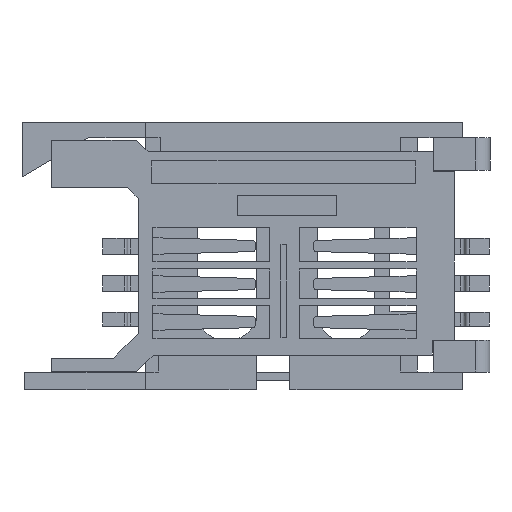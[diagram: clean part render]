
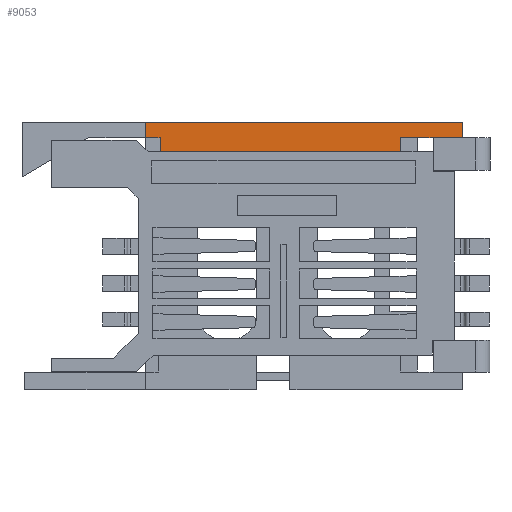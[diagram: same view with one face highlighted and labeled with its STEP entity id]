
A CAD part, front view. The second image highlights one B-rep face of the part: STEP entity #9053.
In plain terms, the highlighted face is planar.
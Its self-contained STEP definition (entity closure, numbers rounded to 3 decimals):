
#201 = DIRECTION ( 'NONE',  ( 0., 0., -1. ) ) ;
#362 = CARTESIAN_POINT ( 'NONE',  ( 24.443, 1., -17.262 ) ) ;
#492 = CARTESIAN_POINT ( 'NONE',  ( 4.76, 1., -17.262 ) ) ;
#743 = CARTESIAN_POINT ( 'NONE',  ( 4.76, 1., -18.315 ) ) ;
#1369 = VECTOR ( 'NONE', #201, 1000. ) ;
#1494 = ORIENTED_EDGE ( 'NONE', *, *, #11175, .T. ) ;
#1751 = CARTESIAN_POINT ( 'NONE',  ( 26.479, 1., -17.262 ) ) ;
#1800 = ORIENTED_EDGE ( 'NONE', *, *, #4065, .T. ) ;
#1921 = DIRECTION ( 'NONE',  ( 0., 0., 1. ) ) ;
#2007 = ORIENTED_EDGE ( 'NONE', *, *, #12689, .T. ) ;
#2217 = LINE ( 'NONE', #4960, #13208 ) ;
#2268 = VECTOR ( 'NONE', #7579, 1000. ) ;
#2388 = FACE_OUTER_BOUND ( 'NONE', #3924, .T. ) ;
#2726 = LINE ( 'NONE', #362, #6307 ) ;
#2810 = EDGE_CURVE ( 'NONE', #12306, #11486, #2726, .T. ) ;
#2897 = VECTOR ( 'NONE', #9721, 1000. ) ;
#3002 = LINE ( 'NONE', #5682, #10033 ) ;
#3052 = CARTESIAN_POINT ( 'NONE',  ( 26.479, 1., -18.315 ) ) ;
#3583 = DIRECTION ( 'NONE',  ( 1., 0., 0. ) ) ;
#3609 = VERTEX_POINT ( 'NONE', #3929 ) ;
#3924 = EDGE_LOOP ( 'NONE', ( #9868, #1800, #4510, #12684, #2007, #1494, #12603, #7251, #4857 ) ) ;
#3929 = CARTESIAN_POINT ( 'NONE',  ( 4.76, 1., -18.315 ) ) ;
#4065 = EDGE_CURVE ( 'NONE', #4976, #11486, #3002, .T. ) ;
#4301 = EDGE_CURVE ( 'NONE', #4702, #4976, #12152, .T. ) ;
#4458 = DIRECTION ( 'NONE',  ( -1., 0., 0. ) ) ;
#4510 = ORIENTED_EDGE ( 'NONE', *, *, #2810, .F. ) ;
#4702 = VERTEX_POINT ( 'NONE', #4930 ) ;
#4829 = VERTEX_POINT ( 'NONE', #492 ) ;
#4857 = ORIENTED_EDGE ( 'NONE', *, *, #9004, .T. ) ;
#4899 = CARTESIAN_POINT ( 'NONE',  ( 22.211, 1., -18.315 ) ) ;
#4930 = CARTESIAN_POINT ( 'NONE',  ( 22.211, 1., -16.281 ) ) ;
#4960 = CARTESIAN_POINT ( 'NONE',  ( 22.211, 1., -16.281 ) ) ;
#4976 = VERTEX_POINT ( 'NONE', #12146 ) ;
#5682 = CARTESIAN_POINT ( 'NONE',  ( 0., 1., -17.262 ) ) ;
#5743 = VECTOR ( 'NONE', #7138, 1000. ) ;
#5789 = AXIS2_PLACEMENT_3D ( 'NONE', #13441, #9422, #9381 ) ;
#6020 = PLANE ( 'NONE',  #5789 ) ;
#6307 = VECTOR ( 'NONE', #12928, 1000. ) ;
#7004 = LINE ( 'NONE', #8602, #12758 ) ;
#7138 = DIRECTION ( 'NONE',  ( 0., 0., -1. ) ) ;
#7251 = ORIENTED_EDGE ( 'NONE', *, *, #11399, .F. ) ;
#7516 = VERTEX_POINT ( 'NONE', #10757 ) ;
#7579 = DIRECTION ( 'NONE',  ( 1., 0., 0. ) ) ;
#7782 = CARTESIAN_POINT ( 'NONE',  ( 24.443, 1., -17.262 ) ) ;
#8042 = DIRECTION ( 'NONE',  ( 1., 0., 0. ) ) ;
#8378 = LINE ( 'NONE', #11677, #1369 ) ;
#8602 = CARTESIAN_POINT ( 'NONE',  ( 22.211, 1., -18.315 ) ) ;
#9004 = EDGE_CURVE ( 'NONE', #10799, #4702, #2217, .T. ) ;
#9053 = ADVANCED_FACE ( 'NONE', ( #2388 ), #6020, .F. ) ;
#9381 = DIRECTION ( 'NONE',  ( 0., 0., -1. ) ) ;
#9392 = CARTESIAN_POINT ( 'NONE',  ( 22.211, 1., -17.262 ) ) ;
#9396 = VECTOR ( 'NONE', #1921, 1000. ) ;
#9422 = DIRECTION ( 'NONE',  ( 0., -1., 0. ) ) ;
#9721 = DIRECTION ( 'NONE',  ( 0., 0., 1. ) ) ;
#9868 = ORIENTED_EDGE ( 'NONE', *, *, #4301, .T. ) ;
#9977 = LINE ( 'NONE', #9392, #2268 ) ;
#10033 = VECTOR ( 'NONE', #3583, 1000. ) ;
#10386 = EDGE_CURVE ( 'NONE', #11863, #12306, #13035, .T. ) ;
#10757 = CARTESIAN_POINT ( 'NONE',  ( 5.767, 1., -17.262 ) ) ;
#10799 = VERTEX_POINT ( 'NONE', #13411 ) ;
#11175 = EDGE_CURVE ( 'NONE', #3609, #4829, #12187, .T. ) ;
#11399 = EDGE_CURVE ( 'NONE', #10799, #7516, #8378, .T. ) ;
#11486 = VERTEX_POINT ( 'NONE', #7782 ) ;
#11571 = CARTESIAN_POINT ( 'NONE',  ( 26.479, 1., 0. ) ) ;
#11677 = CARTESIAN_POINT ( 'NONE',  ( 5.767, 1., 0.174 ) ) ;
#11863 = VERTEX_POINT ( 'NONE', #3052 ) ;
#12146 = CARTESIAN_POINT ( 'NONE',  ( 22.211, 1., -17.262 ) ) ;
#12152 = LINE ( 'NONE', #4899, #5743 ) ;
#12187 = LINE ( 'NONE', #743, #9396 ) ;
#12306 = VERTEX_POINT ( 'NONE', #1751 ) ;
#12603 = ORIENTED_EDGE ( 'NONE', *, *, #12675, .T. ) ;
#12675 = EDGE_CURVE ( 'NONE', #4829, #7516, #9977, .T. ) ;
#12684 = ORIENTED_EDGE ( 'NONE', *, *, #10386, .F. ) ;
#12689 = EDGE_CURVE ( 'NONE', #11863, #3609, #7004, .T. ) ;
#12758 = VECTOR ( 'NONE', #4458, 1000. ) ;
#12928 = DIRECTION ( 'NONE',  ( -1., 0., 0. ) ) ;
#13035 = LINE ( 'NONE', #11571, #2897 ) ;
#13208 = VECTOR ( 'NONE', #8042, 1000. ) ;
#13411 = CARTESIAN_POINT ( 'NONE',  ( 5.767, 1., -16.281 ) ) ;
#13441 = CARTESIAN_POINT ( 'NONE',  ( 0., 1., 0. ) ) ;
